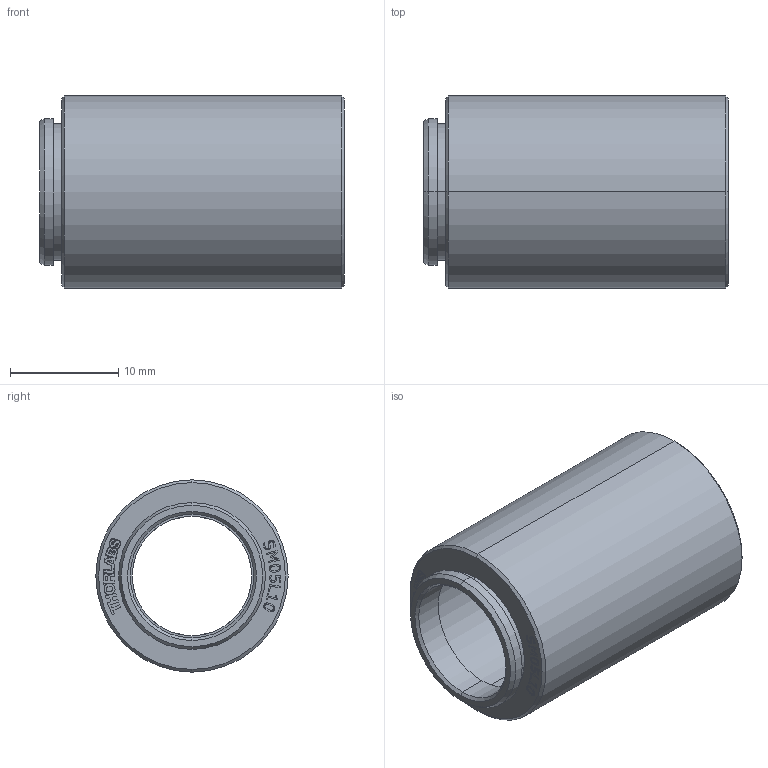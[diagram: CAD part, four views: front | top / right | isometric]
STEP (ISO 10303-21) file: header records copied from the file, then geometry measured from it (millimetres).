
FILE_DESCRIPTION (( 'STEP AP214' ), '1' );
FILE_NAME ('0253-E0W.STEP', '2015-12-28T19:39:15', ( '' ), ( '' ), 'SwSTEP 2.0', 'SolidWorks 2014', '' );
FILE_SCHEMA (( 'AUTOMOTIVE_DESIGN' ));
Length unit declared in the file: inch
Products named in the file (1): 0253-E0W
Bounding box: 28.19 x 17.78 x 17.78 mm (x, y, z)
Volume: 2863.4 mm3; surface area: 3268.8 mm2
Topology: 2 solids, 2 shells, 303 faces, 803 edges, 531 vertices
Faces by surface type: bspline 164, plane 108, cylinder 16, cone 15
Entity records: 16942 total; most frequent: CARTESIAN_POINT 6510, ORIENTED_EDGE 1606, DIRECTION 806, EDGE_CURVE 803, VERTEX_POINT 531, VECTOR 416, LINE 416, EDGE_LOOP 334
